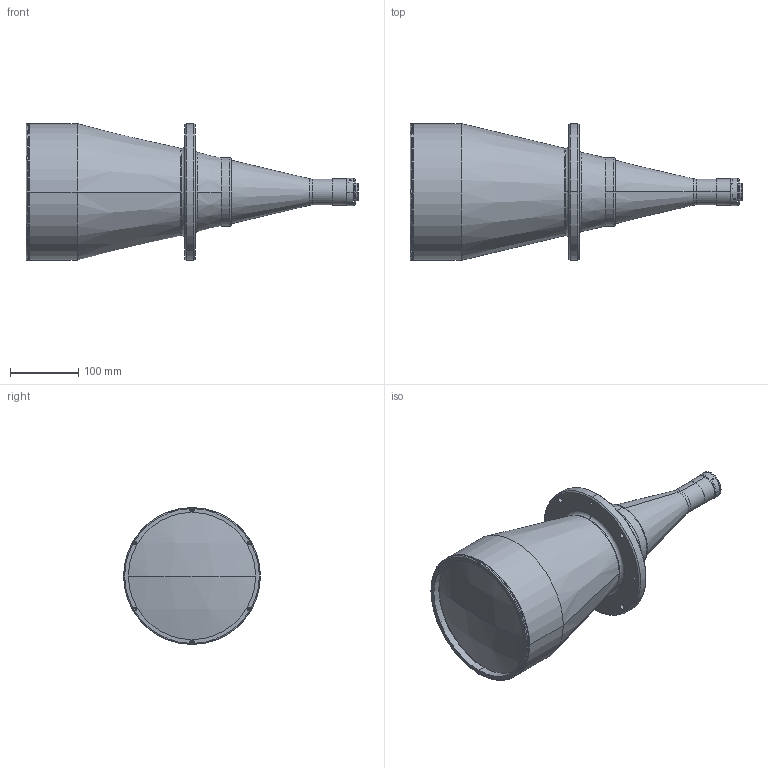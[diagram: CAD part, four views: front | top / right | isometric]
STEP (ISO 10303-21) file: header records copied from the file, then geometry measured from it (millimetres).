
FILE_DESCRIPTION (( 'STEP AP214' ), '1' );
FILE_NAME ('TC23144.STEP', '2016-10-03T12:26:07', ( '' ), ( '' ), 'SwSTEP 2.0', 'SolidWorks 2015', '' );
FILE_SCHEMA (( 'AUTOMOTIVE_DESIGN' ));
Length unit declared in the file: millimetre
Products named in the file (1): TC23144
Bounding box: 485.41 x 200 x 200 mm (x, y, z)
Surface area: 283366.2 mm2 (no closed solid volume)
Topology: 0 solids, 19 shells, 189 faces, 546 edges, 377 vertices
Faces by surface type: cylinder 71, plane 70, torus 26, cone 20, sphere 2
Entity records: 8780 total; most frequent: CARTESIAN_POINT 1501, DIRECTION 1176, ORIENTED_EDGE 938, EDGE_CURVE 546, AXIS2_PLACEMENT_3D 466, VERTEX_POINT 377, CIRCLE 276, VECTOR 244
